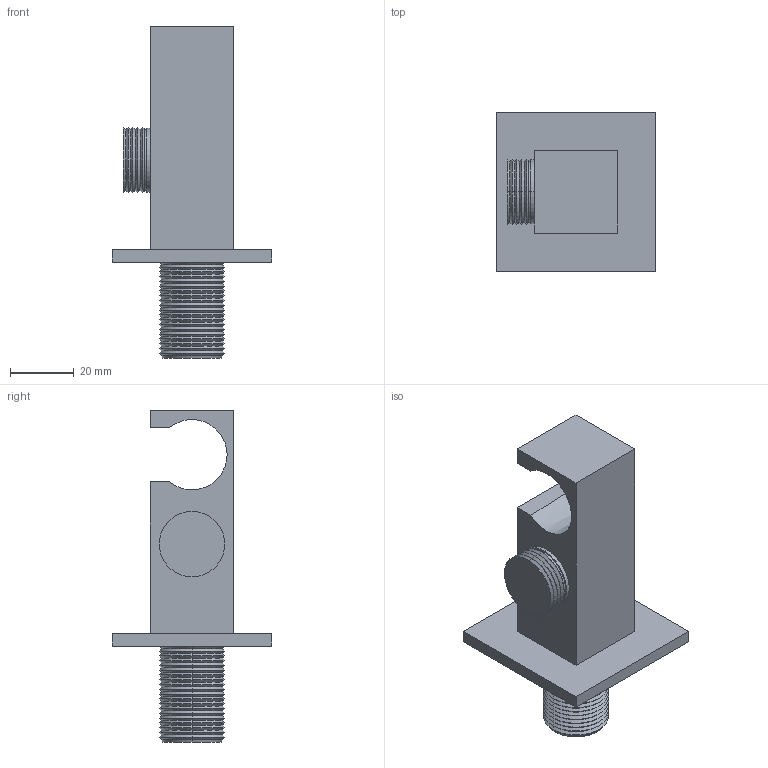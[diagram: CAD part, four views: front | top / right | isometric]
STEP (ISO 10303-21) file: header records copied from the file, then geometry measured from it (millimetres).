
FILE_DESCRIPTION((''),'2;1');
FILE_NAME('DP3064','2020-02-06T13:10:33',('carloff'),(''),'CREO PARAMETRIC BY PTC INC, 2018100','CREO PARAMETRIC BY PTC INC, 2018100','');
FILE_SCHEMA(('CONFIG_CONTROL_DESIGN'));
Length unit declared in the file: millimetre
Products named in the file (1): DP3064
Bounding box: 50 x 50 x 104 mm (x, y, z)
Volume: 57174.3 mm3; surface area: 16680.9 mm2
Topology: 1 solids, 1 shells, 123 faces, 252 edges, 136 vertices
Faces by surface type: cone 101, plane 18, cylinder 4
Entity records: 3196 total; most frequent: DIRECTION 610, CARTESIAN_POINT 521, ORIENTED_EDGE 504, EDGE_CURVE 252, AXIS2_PLACEMENT_3D 237, VECTOR 136, LINE 136, VERTEX_POINT 136
